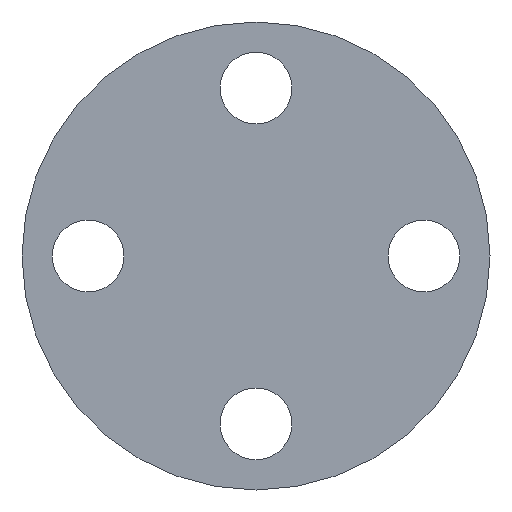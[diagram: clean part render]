
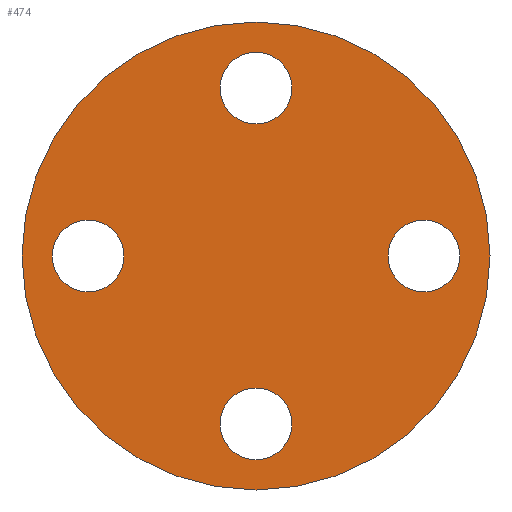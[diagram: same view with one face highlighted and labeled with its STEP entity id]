
A CAD part, front view. The second image highlights one B-rep face of the part: STEP entity #474.
In plain terms, the highlighted planar face has unit normal (0, -1, 0).
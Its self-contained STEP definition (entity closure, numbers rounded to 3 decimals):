
#12 = EDGE_CURVE ( 'NONE', #135, #160, #117, .T. ) ;
#13 = DIRECTION ( 'NONE',  ( 0., 1., 0. ) ) ;
#14 = CIRCLE ( 'NONE', #107, 9.5 ) ;
#20 = DIRECTION ( 'NONE',  ( 0., -1., 0. ) ) ;
#21 = CARTESIAN_POINT ( 'NONE',  ( 0., 0., -53.95 ) ) ;
#22 = AXIS2_PLACEMENT_3D ( 'NONE', #383, #262, #216 ) ;
#23 = DIRECTION ( 'NONE',  ( -1., 0., 0. ) ) ;
#24 = EDGE_CURVE ( 'NONE', #160, #135, #141, .T. ) ;
#25 = AXIS2_PLACEMENT_3D ( 'NONE', #356, #146, #526 ) ;
#26 = EDGE_LOOP ( 'NONE', ( #155, #293 ) ) ;
#27 = CARTESIAN_POINT ( 'NONE',  ( -34.95, 0., 0. ) ) ;
#36 = CIRCLE ( 'NONE', #479, 9.5 ) ;
#48 = VERTEX_POINT ( 'NONE', #131 ) ;
#49 = VERTEX_POINT ( 'NONE', #340 ) ;
#55 = DIRECTION ( 'NONE',  ( 0., -1., 0. ) ) ;
#68 = DIRECTION ( 'NONE',  ( 0., 1., 0. ) ) ;
#71 = CARTESIAN_POINT ( 'NONE',  ( -61.95, 0., 0. ) ) ;
#77 = EDGE_LOOP ( 'NONE', ( #111, #495 ) ) ;
#82 = DIRECTION ( 'NONE',  ( 0., 0., 1. ) ) ;
#83 = ORIENTED_EDGE ( 'NONE', *, *, #172, .F. ) ;
#84 = CIRCLE ( 'NONE', #385, 9.5 ) ;
#107 = AXIS2_PLACEMENT_3D ( 'NONE', #430, #306, #398 ) ;
#111 = ORIENTED_EDGE ( 'NONE', *, *, #219, .F. ) ;
#116 = DIRECTION ( 'NONE',  ( 0., -1., 0. ) ) ;
#117 = CIRCLE ( 'NONE', #239, 9.5 ) ;
#121 = DIRECTION ( 'NONE',  ( 1., 0., 0. ) ) ;
#130 = EDGE_CURVE ( 'NONE', #384, #48, #265, .T. ) ;
#131 = CARTESIAN_POINT ( 'NONE',  ( -53.95, 0., 0. ) ) ;
#135 = VERTEX_POINT ( 'NONE', #145 ) ;
#141 = CIRCLE ( 'NONE', #22, 9.5 ) ;
#143 = EDGE_CURVE ( 'NONE', #48, #384, #84, .T. ) ;
#145 = CARTESIAN_POINT ( 'NONE',  ( 53.95, 0., 0. ) ) ;
#146 = DIRECTION ( 'NONE',  ( 0., -1., 0. ) ) ;
#153 = EDGE_CURVE ( 'NONE', #49, #449, #500, .T. ) ;
#155 = ORIENTED_EDGE ( 'NONE', *, *, #12, .F. ) ;
#160 = VERTEX_POINT ( 'NONE', #399 ) ;
#172 = EDGE_CURVE ( 'NONE', #489, #460, #296, .T. ) ;
#182 = AXIS2_PLACEMENT_3D ( 'NONE', #535, #116, #121 ) ;
#188 = CIRCLE ( 'NONE', #480, 61.95 ) ;
#201 = EDGE_CURVE ( 'NONE', #234, #499, #36, .T. ) ;
#216 = DIRECTION ( 'NONE',  ( 1., 0., 0. ) ) ;
#219 = EDGE_CURVE ( 'NONE', #449, #49, #188, .T. ) ;
#223 = AXIS2_PLACEMENT_3D ( 'NONE', #273, #55, #522 ) ;
#224 = CARTESIAN_POINT ( 'NONE',  ( 0., 0., -44.45 ) ) ;
#234 = VERTEX_POINT ( 'NONE', #395 ) ;
#236 = FACE_BOUND ( 'NONE', #417, .T. ) ;
#239 = AXIS2_PLACEMENT_3D ( 'NONE', #255, #305, #426 ) ;
#247 = FACE_OUTER_BOUND ( 'NONE', #77, .T. ) ;
#248 = EDGE_LOOP ( 'NONE', ( #83, #361 ) ) ;
#255 = CARTESIAN_POINT ( 'NONE',  ( 44.45, 0., 0. ) ) ;
#257 = EDGE_CURVE ( 'NONE', #499, #234, #14, .T. ) ;
#262 = DIRECTION ( 'NONE',  ( 0., -1., 0. ) ) ;
#265 = CIRCLE ( 'NONE', #223, 9.5 ) ;
#273 = CARTESIAN_POINT ( 'NONE',  ( -44.45, 0., 0. ) ) ;
#293 = ORIENTED_EDGE ( 'NONE', *, *, #24, .F. ) ;
#296 = CIRCLE ( 'NONE', #25, 9.5 ) ;
#305 = DIRECTION ( 'NONE',  ( 0., -1., 0. ) ) ;
#306 = DIRECTION ( 'NONE',  ( 0., -1., 0. ) ) ;
#317 = DIRECTION ( 'NONE',  ( 0., -1., 0. ) ) ;
#322 = CARTESIAN_POINT ( 'NONE',  ( 0., 0., 34.95 ) ) ;
#327 = ORIENTED_EDGE ( 'NONE', *, *, #130, .F. ) ;
#332 = FACE_BOUND ( 'NONE', #397, .T. ) ;
#340 = CARTESIAN_POINT ( 'NONE',  ( 61.95, 0., 0. ) ) ;
#353 = DIRECTION ( 'NONE',  ( -1., 0., 0. ) ) ;
#356 = CARTESIAN_POINT ( 'NONE',  ( 0., 0., 44.45 ) ) ;
#361 = ORIENTED_EDGE ( 'NONE', *, *, #459, .F. ) ;
#369 = AXIS2_PLACEMENT_3D ( 'NONE', #408, #490, #82 ) ;
#383 = CARTESIAN_POINT ( 'NONE',  ( 44.45, 0., 0. ) ) ;
#384 = VERTEX_POINT ( 'NONE', #27 ) ;
#385 = AXIS2_PLACEMENT_3D ( 'NONE', #439, #20, #353 ) ;
#395 = CARTESIAN_POINT ( 'NONE',  ( 0., 0., -34.95 ) ) ;
#397 = EDGE_LOOP ( 'NONE', ( #437, #327 ) ) ;
#398 = DIRECTION ( 'NONE',  ( 0., 0., -1. ) ) ;
#399 = CARTESIAN_POINT ( 'NONE',  ( 34.95, 0., 0. ) ) ;
#402 = CARTESIAN_POINT ( 'NONE',  ( 0., 0., 0. ) ) ;
#408 = CARTESIAN_POINT ( 'NONE',  ( 0., 0., 44.45 ) ) ;
#415 = AXIS2_PLACEMENT_3D ( 'NONE', #478, #13, #433 ) ;
#416 = CIRCLE ( 'NONE', #369, 9.5 ) ;
#417 = EDGE_LOOP ( 'NONE', ( #458, #427 ) ) ;
#426 = DIRECTION ( 'NONE',  ( 1., 0., 0. ) ) ;
#427 = ORIENTED_EDGE ( 'NONE', *, *, #201, .F. ) ;
#430 = CARTESIAN_POINT ( 'NONE',  ( 0., 0., -44.45 ) ) ;
#433 = DIRECTION ( 'NONE',  ( -1., 0., 0. ) ) ;
#437 = ORIENTED_EDGE ( 'NONE', *, *, #143, .F. ) ;
#439 = CARTESIAN_POINT ( 'NONE',  ( -44.45, 0., 0. ) ) ;
#440 = FACE_BOUND ( 'NONE', #26, .T. ) ;
#449 = VERTEX_POINT ( 'NONE', #71 ) ;
#451 = CARTESIAN_POINT ( 'NONE',  ( 0., 0., 53.95 ) ) ;
#458 = ORIENTED_EDGE ( 'NONE', *, *, #257, .F. ) ;
#459 = EDGE_CURVE ( 'NONE', #460, #489, #416, .T. ) ;
#460 = VERTEX_POINT ( 'NONE', #322 ) ;
#474 = ADVANCED_FACE ( 'NONE', ( #332, #487, #440, #236, #247 ), #537, .T. ) ;
#478 = CARTESIAN_POINT ( 'NONE',  ( 0., 0., 0. ) ) ;
#479 = AXIS2_PLACEMENT_3D ( 'NONE', #224, #317, #483 ) ;
#480 = AXIS2_PLACEMENT_3D ( 'NONE', #402, #68, #23 ) ;
#483 = DIRECTION ( 'NONE',  ( 0., 0., -1. ) ) ;
#487 = FACE_BOUND ( 'NONE', #248, .T. ) ;
#489 = VERTEX_POINT ( 'NONE', #451 ) ;
#490 = DIRECTION ( 'NONE',  ( 0., -1., 0. ) ) ;
#495 = ORIENTED_EDGE ( 'NONE', *, *, #153, .F. ) ;
#499 = VERTEX_POINT ( 'NONE', #21 ) ;
#500 = CIRCLE ( 'NONE', #415, 61.95 ) ;
#522 = DIRECTION ( 'NONE',  ( -1., 0., 0. ) ) ;
#526 = DIRECTION ( 'NONE',  ( 0., 0., 1. ) ) ;
#535 = CARTESIAN_POINT ( 'NONE',  ( 0., 0., 0. ) ) ;
#537 = PLANE ( 'NONE',  #182 ) ;
